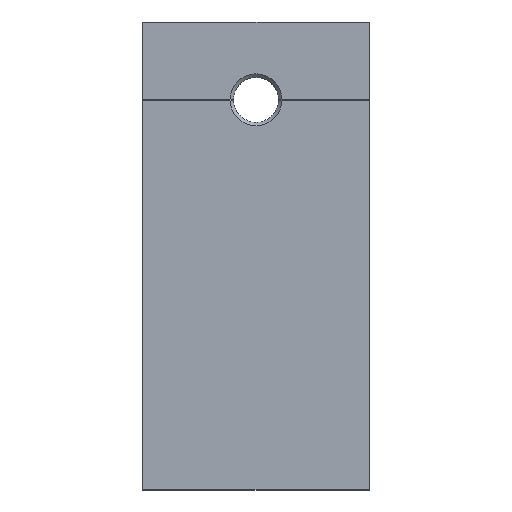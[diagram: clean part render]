
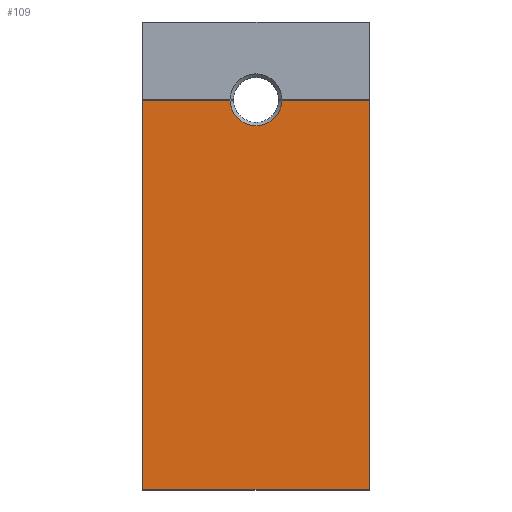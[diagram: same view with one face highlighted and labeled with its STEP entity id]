
A CAD part, top view. The second image highlights one B-rep face of the part: STEP entity #109.
In plain terms, the highlighted planar face has unit normal (0, 0, 1).
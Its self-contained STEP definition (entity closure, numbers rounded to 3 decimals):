
#30 = CARTESIAN_POINT ( 'NONE',  ( -16., 21.995, 12. ) ) ;
#45 = CARTESIAN_POINT ( 'NONE',  ( 16., -33.045, 12. ) ) ;
#109 = ADVANCED_FACE ( 'NONE', ( #617 ), #765, .T. ) ;
#119 = DIRECTION ( 'NONE',  ( 1., 0., 0. ) ) ;
#131 = CARTESIAN_POINT ( 'NONE',  ( -16., 33.045, 12. ) ) ;
#154 = VECTOR ( 'NONE', #119, 1000. ) ;
#175 = DIRECTION ( 'NONE',  ( 0., 0., 1. ) ) ;
#181 = EDGE_LOOP ( 'NONE', ( #944, #480, #398, #191, #548, #989 ) ) ;
#186 = DIRECTION ( 'NONE',  ( 0., 0., -1. ) ) ;
#191 = ORIENTED_EDGE ( 'NONE', *, *, #455, .T. ) ;
#207 = VERTEX_POINT ( 'NONE', #45 ) ;
#218 = EDGE_CURVE ( 'NONE', #229, #443, #394, .T. ) ;
#229 = VERTEX_POINT ( 'NONE', #789 ) ;
#233 = VECTOR ( 'NONE', #326, 1000. ) ;
#265 = VECTOR ( 'NONE', #724, 1000. ) ;
#283 = EDGE_CURVE ( 'NONE', #932, #622, #679, .T. ) ;
#326 = DIRECTION ( 'NONE',  ( 1., 0., 0. ) ) ;
#357 = DIRECTION ( 'NONE',  ( 1., 0., 0. ) ) ;
#393 = AXIS2_PLACEMENT_3D ( 'NONE', #948, #175, #523 ) ;
#394 = LINE ( 'NONE', #638, #154 ) ;
#398 = ORIENTED_EDGE ( 'NONE', *, *, #283, .F. ) ;
#408 = CARTESIAN_POINT ( 'NONE',  ( -16., -33.045, 12. ) ) ;
#435 = DIRECTION ( 'NONE',  ( 0., 1., 0. ) ) ;
#441 = DIRECTION ( 'NONE',  ( 1., 0., 0. ) ) ;
#443 = VERTEX_POINT ( 'NONE', #788 ) ;
#455 = EDGE_CURVE ( 'NONE', #932, #726, #961, .T. ) ;
#480 = ORIENTED_EDGE ( 'NONE', *, *, #659, .T. ) ;
#514 = LINE ( 'NONE', #934, #999 ) ;
#523 = DIRECTION ( 'NONE',  ( 1., 0., 0. ) ) ;
#528 = CARTESIAN_POINT ( 'NONE',  ( -16., -33.045, 12. ) ) ;
#548 = ORIENTED_EDGE ( 'NONE', *, *, #1003, .T. ) ;
#583 = CIRCLE ( 'NONE', #718, 3.675 ) ;
#616 = CARTESIAN_POINT ( 'NONE',  ( -31.057, 21.995, 12. ) ) ;
#617 = FACE_OUTER_BOUND ( 'NONE', #181, .T. ) ;
#622 = VERTEX_POINT ( 'NONE', #1018 ) ;
#638 = CARTESIAN_POINT ( 'NONE',  ( -31.057, 21.995, 12. ) ) ;
#659 = EDGE_CURVE ( 'NONE', #229, #622, #583, .T. ) ;
#663 = VECTOR ( 'NONE', #441, 1000. ) ;
#675 = EDGE_CURVE ( 'NONE', #207, #443, #514, .T. ) ;
#679 = LINE ( 'NONE', #616, #663 ) ;
#718 = AXIS2_PLACEMENT_3D ( 'NONE', #854, #186, #357 ) ;
#724 = DIRECTION ( 'NONE',  ( 0., -1., 0. ) ) ;
#726 = VERTEX_POINT ( 'NONE', #528 ) ;
#765 = PLANE ( 'NONE',  #393 ) ;
#788 = CARTESIAN_POINT ( 'NONE',  ( 16., 21.995, 12. ) ) ;
#789 = CARTESIAN_POINT ( 'NONE',  ( 3.675, 21.995, 12. ) ) ;
#815 = LINE ( 'NONE', #408, #233 ) ;
#854 = CARTESIAN_POINT ( 'NONE',  ( 0., 22.045, 12. ) ) ;
#932 = VERTEX_POINT ( 'NONE', #30 ) ;
#934 = CARTESIAN_POINT ( 'NONE',  ( 16., 33.045, 12. ) ) ;
#944 = ORIENTED_EDGE ( 'NONE', *, *, #218, .F. ) ;
#948 = CARTESIAN_POINT ( 'NONE',  ( 0., 0., 12. ) ) ;
#961 = LINE ( 'NONE', #131, #265 ) ;
#989 = ORIENTED_EDGE ( 'NONE', *, *, #675, .T. ) ;
#999 = VECTOR ( 'NONE', #435, 1000. ) ;
#1003 = EDGE_CURVE ( 'NONE', #726, #207, #815, .T. ) ;
#1018 = CARTESIAN_POINT ( 'NONE',  ( -3.675, 21.995, 12. ) ) ;
